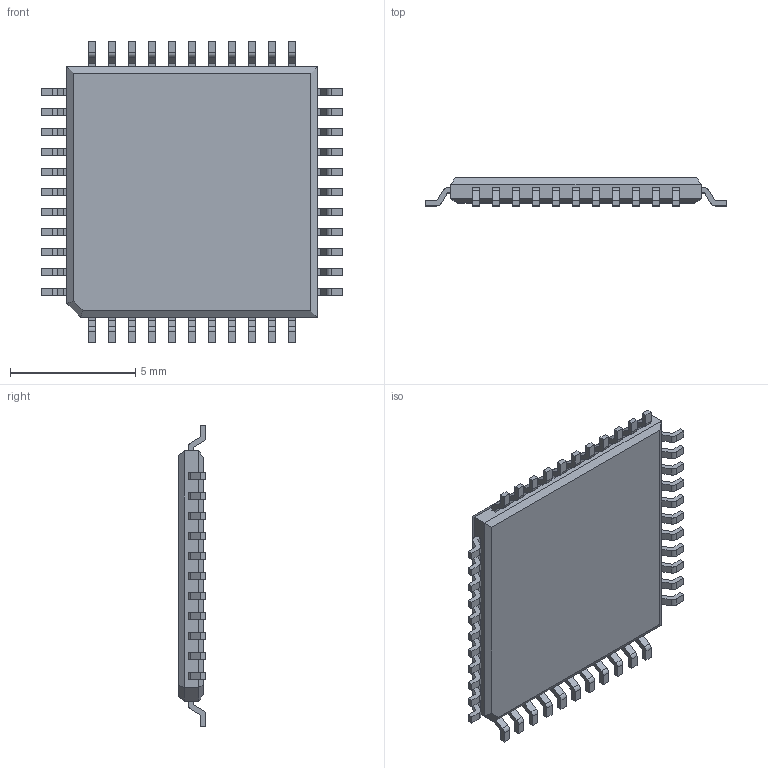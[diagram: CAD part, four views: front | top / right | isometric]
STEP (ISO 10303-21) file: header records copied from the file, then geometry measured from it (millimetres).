
FILE_DESCRIPTION (( 'STEP AP214' ), '1' );
FILE_NAME ('C83B9E41-C3C3-4CD9-B48D-C41C57A5C39F.STEP', '2007-05-02T20:38:39', ( 'sysAdmin' ), ( 'SolidWorks' ), 'SwSTEP 2.0', 'SolidWorks 2007', '' );
FILE_SCHEMA (( 'AUTOMOTIVE_DESIGN' ));
Length unit declared in the file: millimetre
Products named in the file (1): C83B9E41-C3C3-4CD9-B48D-C41C57A5C39F
Bounding box: 12 x 1.11 x 12 mm (x, y, z)
Volume: 101.5 mm3; surface area: 285.7 mm2
Topology: 1 solids, 1 shells, 507 faces, 1370 edges, 910 vertices
Faces by surface type: plane 414, cylinder 91, torus 2
Entity records: 20900 total; most frequent: CARTESIAN_POINT 2812, ORIENTED_EDGE 2740, DIRECTION 2564, EDGE_CURVE 1370, VECTOR 1184, LINE 1184, VERTEX_POINT 910, AXIS2_PLACEMENT_3D 690
